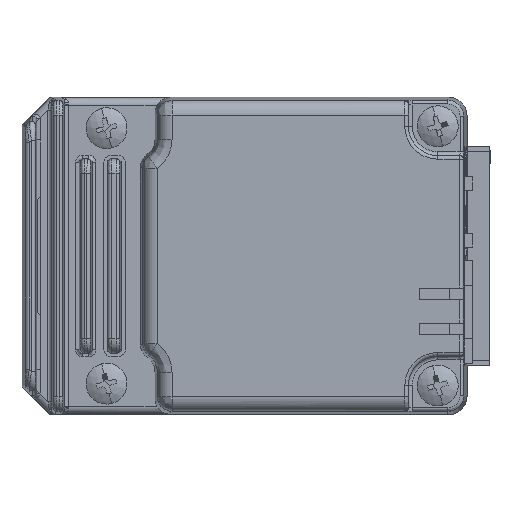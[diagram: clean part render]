
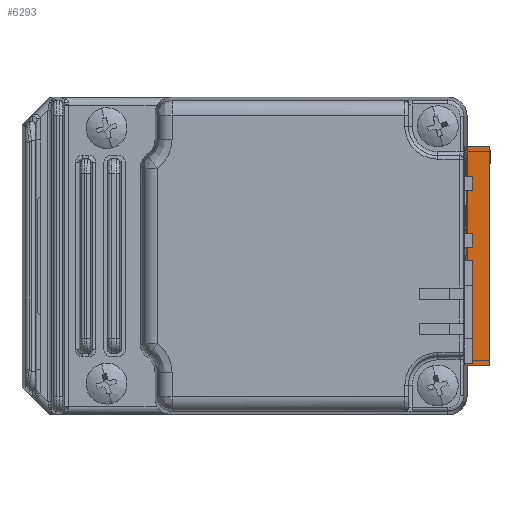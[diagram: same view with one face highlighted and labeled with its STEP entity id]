
A CAD part, front view. The second image highlights one B-rep face of the part: STEP entity #6293.
In plain terms, the highlighted planar face has unit normal (0, -1, 0).
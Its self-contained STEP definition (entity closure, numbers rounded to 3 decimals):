
#16 = LINE ( 'NONE', #7439, #14203 ) ;
#822 = EDGE_LOOP ( 'NONE', ( #15255, #13880, #878, #1769, #8937, #4168, #4695, #12763 ) ) ;
#854 = EDGE_CURVE ( 'NONE', #4646, #11557, #10298, .T. ) ;
#878 = ORIENTED_EDGE ( 'NONE', *, *, #3976, .F. ) ;
#918 = DIRECTION ( 'NONE',  ( 0., 0., -1. ) ) ;
#1140 = EDGE_CURVE ( 'NONE', #10982, #5252, #12133, .T. ) ;
#1207 = CARTESIAN_POINT ( 'NONE',  ( 46.069, -73.208, 69.5 ) ) ;
#1319 = EDGE_CURVE ( 'NONE', #1574, #8251, #16, .T. ) ;
#1367 = LINE ( 'NONE', #14462, #15131 ) ;
#1574 = VERTEX_POINT ( 'NONE', #4324 ) ;
#1769 = ORIENTED_EDGE ( 'NONE', *, *, #14602, .T. ) ;
#3976 = EDGE_CURVE ( 'NONE', #14899, #10982, #12039, .T. ) ;
#4052 = CARTESIAN_POINT ( 'NONE',  ( 36.469, -73.208, 40.7 ) ) ;
#4168 = ORIENTED_EDGE ( 'NONE', *, *, #6270, .F. ) ;
#4324 = CARTESIAN_POINT ( 'NONE',  ( 36.469, -73.208, 68.3 ) ) ;
#4419 = EDGE_CURVE ( 'NONE', #5252, #11557, #1367, .T. ) ;
#4646 = VERTEX_POINT ( 'NONE', #8395 ) ;
#4690 = VECTOR ( 'NONE', #6306, 1000. ) ;
#4695 = ORIENTED_EDGE ( 'NONE', *, *, #10875, .F. ) ;
#5252 = VERTEX_POINT ( 'NONE', #11454 ) ;
#5497 = LINE ( 'NONE', #9174, #4690 ) ;
#5555 = DIRECTION ( 'NONE',  ( 0., 0., 1. ) ) ;
#6048 = LINE ( 'NONE', #16958, #6448 ) ;
#6270 = EDGE_CURVE ( 'NONE', #13812, #1574, #5497, .T. ) ;
#6293 = ADVANCED_FACE ( 'NONE', ( #13713 ), #9680, .F. ) ;
#6306 = DIRECTION ( 'NONE',  ( 0., 0., 1. ) ) ;
#6372 = CARTESIAN_POINT ( 'NONE',  ( 33.369, -73.208, 68.3 ) ) ;
#6448 = VECTOR ( 'NONE', #10364, 1000. ) ;
#6477 = DIRECTION ( 'NONE',  ( 1., 0., 0. ) ) ;
#7089 = CARTESIAN_POINT ( 'NONE',  ( 46.069, -73.208, 69.5 ) ) ;
#7315 = CARTESIAN_POINT ( 'NONE',  ( 46.069, -73.208, 40.7 ) ) ;
#7439 = CARTESIAN_POINT ( 'NONE',  ( 46.069, -73.208, 68.3 ) ) ;
#7498 = DIRECTION ( 'NONE',  ( -1., 0., 0. ) ) ;
#8251 = VERTEX_POINT ( 'NONE', #6372 ) ;
#8395 = CARTESIAN_POINT ( 'NONE',  ( 33.369, -73.208, 40.7 ) ) ;
#8778 = CARTESIAN_POINT ( 'NONE',  ( 33.369, -73.208, 69.5 ) ) ;
#8937 = ORIENTED_EDGE ( 'NONE', *, *, #1319, .F. ) ;
#9174 = CARTESIAN_POINT ( 'NONE',  ( 36.469, -73.208, 40.7 ) ) ;
#9250 = CARTESIAN_POINT ( 'NONE',  ( 46.069, -73.208, 69.5 ) ) ;
#9301 = DIRECTION ( 'NONE',  ( -1., 0., 0. ) ) ;
#9680 = PLANE ( 'NONE',  #14191 ) ;
#10298 = LINE ( 'NONE', #8778, #13171 ) ;
#10364 = DIRECTION ( 'NONE',  ( 0., 0., -1. ) ) ;
#10875 = EDGE_CURVE ( 'NONE', #4646, #13812, #11694, .T. ) ;
#10982 = VERTEX_POINT ( 'NONE', #9250 ) ;
#11108 = DIRECTION ( 'NONE',  ( 1., 0., 0. ) ) ;
#11454 = CARTESIAN_POINT ( 'NONE',  ( 46.069, -73.208, 39.5 ) ) ;
#11557 = VERTEX_POINT ( 'NONE', #16009 ) ;
#11694 = LINE ( 'NONE', #7315, #12304 ) ;
#12039 = LINE ( 'NONE', #1207, #14304 ) ;
#12133 = LINE ( 'NONE', #7089, #15873 ) ;
#12304 = VECTOR ( 'NONE', #11108, 1000. ) ;
#12763 = ORIENTED_EDGE ( 'NONE', *, *, #854, .T. ) ;
#13171 = VECTOR ( 'NONE', #918, 1000. ) ;
#13713 = FACE_OUTER_BOUND ( 'NONE', #822, .T. ) ;
#13812 = VERTEX_POINT ( 'NONE', #4052 ) ;
#13880 = ORIENTED_EDGE ( 'NONE', *, *, #1140, .F. ) ;
#14065 = CARTESIAN_POINT ( 'NONE',  ( 33.369, -73.208, 69.5 ) ) ;
#14191 = AXIS2_PLACEMENT_3D ( 'NONE', #16326, #14779, #5555 ) ;
#14203 = VECTOR ( 'NONE', #7498, 1000. ) ;
#14304 = VECTOR ( 'NONE', #6477, 1000. ) ;
#14462 = CARTESIAN_POINT ( 'NONE',  ( 46.069, -73.208, 39.5 ) ) ;
#14602 = EDGE_CURVE ( 'NONE', #14899, #8251, #6048, .T. ) ;
#14779 = DIRECTION ( 'NONE',  ( 0., 1., 0. ) ) ;
#14899 = VERTEX_POINT ( 'NONE', #14065 ) ;
#15131 = VECTOR ( 'NONE', #9301, 1000. ) ;
#15199 = DIRECTION ( 'NONE',  ( 0., 0., -1. ) ) ;
#15255 = ORIENTED_EDGE ( 'NONE', *, *, #4419, .F. ) ;
#15873 = VECTOR ( 'NONE', #15199, 1000. ) ;
#16009 = CARTESIAN_POINT ( 'NONE',  ( 33.369, -73.208, 39.5 ) ) ;
#16326 = CARTESIAN_POINT ( 'NONE',  ( 46.069, -73.208, 69.5 ) ) ;
#16958 = CARTESIAN_POINT ( 'NONE',  ( 33.369, -73.208, 69.5 ) ) ;
